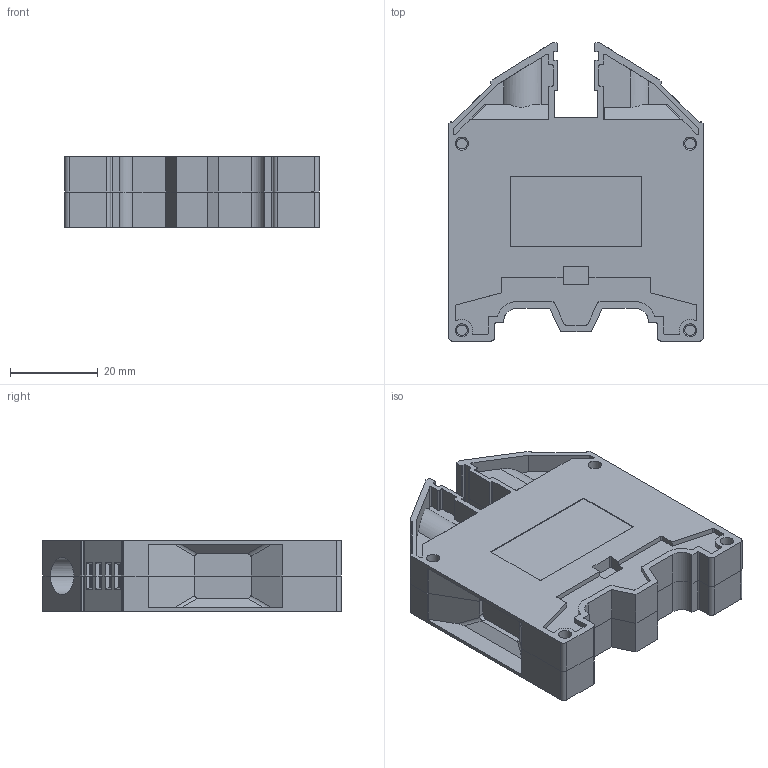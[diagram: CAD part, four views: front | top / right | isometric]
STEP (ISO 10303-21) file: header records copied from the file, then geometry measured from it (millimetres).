
FILE_DESCRIPTION(/* description */ (''),/* implementation_level */ '2;1');
FILE_NAME(/* name */ '1197_2_SL16_35_TS35_iso.stp',/* time_stamp */ '2010-06-15T13:17:39+02:00',/* author */ (''),/* organization */ (''),/* preprocessor_version */ 'ST-DEVELOPER v11',/* originating_system */ 'SIEMENS UGS NX 6.0',/* authorisation */ '');
FILE_SCHEMA (('AUTOMOTIVE_DESIGN { 1 0 10303 214 1 1 1 1 }'));
Length unit declared in the file: millimetre
Products named in the file (1): 117_sl35iso_info
Bounding box: 58 x 68 x 16 mm (x, y, z)
Volume: 40111.2 mm3; surface area: 20538.4 mm2
Topology: 2 solids, 6 shells, 778 faces, 2164 edges, 1426 vertices
Faces by surface type: plane 504, cylinder 238, cone 16, torus 16, bspline 4
Full cylindrical faces by diameter (mm): 2.436 x4, 2.739 x4, 2.939 x4, 3 x8
Entity records: 25046 total; most frequent: CARTESIAN_POINT 4553, ORIENTED_EDGE 4192, DIRECTION 4166, EDGE_CURVE 2096, LINE 1552, VECTOR 1552, VERTEX_POINT 1418, AXIS2_PLACEMENT_3D 1307
